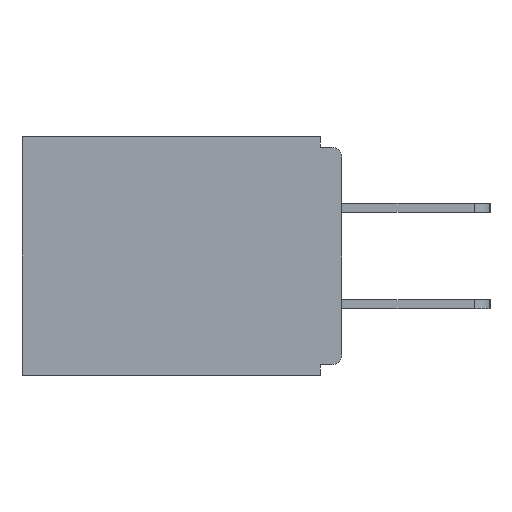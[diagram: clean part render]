
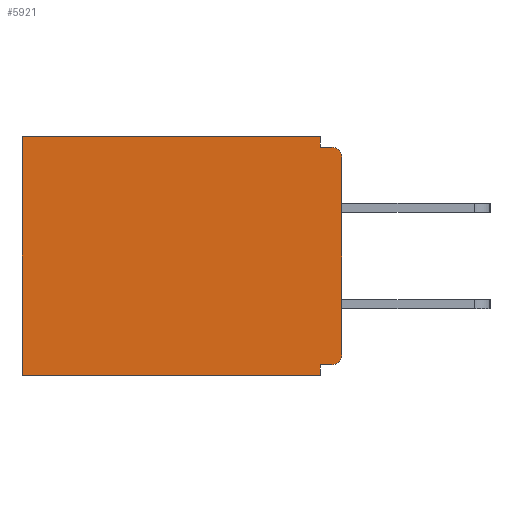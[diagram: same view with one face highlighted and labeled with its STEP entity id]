
A CAD part, left-side view. The second image highlights one B-rep face of the part: STEP entity #5921.
In plain terms, the highlighted planar face has unit normal (-1, 0, 0).
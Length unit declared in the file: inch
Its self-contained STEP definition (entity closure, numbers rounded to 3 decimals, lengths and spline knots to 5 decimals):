
#146 = VERTEX_POINT ( 'NONE', #10283 ) ;
#187 = EDGE_CURVE ( 'NONE', #2778, #6893, #8338, .T. ) ;
#215 = VECTOR ( 'NONE', #1817, 39.37008 ) ;
#391 = VERTEX_POINT ( 'NONE', #11924 ) ;
#622 = DIRECTION ( 'NONE',  ( 0., 1., 0. ) ) ;
#1074 = ORIENTED_EDGE ( 'NONE', *, *, #10507, .F. ) ;
#1130 = DIRECTION ( 'NONE',  ( 1., 0., 0. ) ) ;
#1194 = VERTEX_POINT ( 'NONE', #7540 ) ;
#1382 = EDGE_CURVE ( 'NONE', #146, #16488, #3160, .T. ) ;
#1410 = DIRECTION ( 'NONE',  ( 0., 0., -1. ) ) ;
#1659 = AXIS2_PLACEMENT_3D ( 'NONE', #10309, #3333, #6036 ) ;
#1817 = DIRECTION ( 'NONE',  ( 0., 0., -1. ) ) ;
#1902 = ORIENTED_EDGE ( 'NONE', *, *, #187, .T. ) ;
#2255 = EDGE_CURVE ( 'NONE', #16488, #18151, #2704, .T. ) ;
#2464 = CARTESIAN_POINT ( 'NONE',  ( 0.298, 0.015, -0.015 ) ) ;
#2502 = DIRECTION ( 'NONE',  ( 0., 0., -1. ) ) ;
#2544 = ORIENTED_EDGE ( 'NONE', *, *, #8067, .F. ) ;
#2704 = LINE ( 'NONE', #12696, #5104 ) ;
#2778 = VERTEX_POINT ( 'NONE', #9642 ) ;
#3160 = LINE ( 'NONE', #9029, #7604 ) ;
#3333 = DIRECTION ( 'NONE',  ( -1., 0., 0. ) ) ;
#3925 = ORIENTED_EDGE ( 'NONE', *, *, #1382, .F. ) ;
#4348 = DIRECTION ( 'NONE',  ( 0., -1., 0. ) ) ;
#4531 = CARTESIAN_POINT ( 'NONE',  ( 0.298, 0.46, 0. ) ) ;
#4662 = CARTESIAN_POINT ( 'NONE',  ( 0.298, 0.031, -0.343 ) ) ;
#5104 = VECTOR ( 'NONE', #1410, 39.37008 ) ;
#5279 = ORIENTED_EDGE ( 'NONE', *, *, #5994, .T. ) ;
#5701 = ORIENTED_EDGE ( 'NONE', *, *, #2255, .F. ) ;
#5754 = CARTESIAN_POINT ( 'NONE',  ( 0.298, 0.031, -0.343 ) ) ;
#5921 = ADVANCED_FACE ( 'NONE', ( #6634 ), #11187, .F. ) ;
#5927 = DIRECTION ( 'NONE',  ( 0., 0., -1. ) ) ;
#5994 = EDGE_CURVE ( 'NONE', #146, #8665, #11909, .T. ) ;
#6036 = DIRECTION ( 'NONE',  ( 0., 0., -1. ) ) ;
#6290 = DIRECTION ( 'NONE',  ( -1., 0., 0. ) ) ;
#6349 = CARTESIAN_POINT ( 'NONE',  ( 0.298, 0.015, -0.03 ) ) ;
#6540 = VECTOR ( 'NONE', #5927, 39.37008 ) ;
#6634 = FACE_OUTER_BOUND ( 'NONE', #12833, .T. ) ;
#6696 = VECTOR ( 'NONE', #4348, 39.37008 ) ;
#6893 = VERTEX_POINT ( 'NONE', #14799 ) ;
#7540 = CARTESIAN_POINT ( 'NONE',  ( 0.298, 0.031, -0.015 ) ) ;
#7604 = VECTOR ( 'NONE', #622, 39.37008 ) ;
#7756 = CARTESIAN_POINT ( 'NONE',  ( 0.298, 0., -0.343 ) ) ;
#8067 = EDGE_CURVE ( 'NONE', #8273, #8665, #12915, .T. ) ;
#8192 = ORIENTED_EDGE ( 'NONE', *, *, #17295, .T. ) ;
#8273 = VERTEX_POINT ( 'NONE', #17809 ) ;
#8338 = LINE ( 'NONE', #4531, #6540 ) ;
#8665 = VERTEX_POINT ( 'NONE', #15807 ) ;
#9029 = CARTESIAN_POINT ( 'NONE',  ( 0.298, 0., -0.328 ) ) ;
#9228 = CIRCLE ( 'NONE', #16660, 0.015 ) ;
#9642 = CARTESIAN_POINT ( 'NONE',  ( 0.298, 0.46, 0. ) ) ;
#9683 = VECTOR ( 'NONE', #17634, 39.37008 ) ;
#10140 = AXIS2_PLACEMENT_3D ( 'NONE', #15392, #1130, #2502 ) ;
#10283 = CARTESIAN_POINT ( 'NONE',  ( 0.298, 0.015, -0.328 ) ) ;
#10309 = CARTESIAN_POINT ( 'NONE',  ( 0.298, 0.015, -0.313 ) ) ;
#10507 = EDGE_CURVE ( 'NONE', #18151, #6893, #15571, .T. ) ;
#11187 = PLANE ( 'NONE',  #10140 ) ;
#11334 = CARTESIAN_POINT ( 'NONE',  ( 0.298, 0., -0.015 ) ) ;
#11538 = CARTESIAN_POINT ( 'NONE',  ( 0.298, 0., 0. ) ) ;
#11909 = CIRCLE ( 'NONE', #1659, 0.015 ) ;
#11915 = DIRECTION ( 'NONE',  ( 0., 1., 0. ) ) ;
#11921 = EDGE_CURVE ( 'NONE', #8273, #15612, #9228, .T. ) ;
#11924 = CARTESIAN_POINT ( 'NONE',  ( 0.298, 0.031, 0. ) ) ;
#12318 = LINE ( 'NONE', #14784, #9683 ) ;
#12357 = EDGE_CURVE ( 'NONE', #391, #1194, #17750, .T. ) ;
#12696 = CARTESIAN_POINT ( 'NONE',  ( 0.298, 0.031, -0.343 ) ) ;
#12833 = EDGE_LOOP ( 'NONE', ( #16469, #13009, #12909, #8192, #1902, #1074, #5701, #3925, #5279, #2544 ) ) ;
#12909 = ORIENTED_EDGE ( 'NONE', *, *, #12357, .F. ) ;
#12915 = LINE ( 'NONE', #11538, #215 ) ;
#13009 = ORIENTED_EDGE ( 'NONE', *, *, #13795, .F. ) ;
#13059 = LINE ( 'NONE', #11334, #6696 ) ;
#13571 = VECTOR ( 'NONE', #15713, 39.37008 ) ;
#13795 = EDGE_CURVE ( 'NONE', #1194, #15612, #13059, .T. ) ;
#14784 = CARTESIAN_POINT ( 'NONE',  ( 0.298, 0., 0. ) ) ;
#14799 = CARTESIAN_POINT ( 'NONE',  ( 0.298, 0.46, -0.343 ) ) ;
#15392 = CARTESIAN_POINT ( 'NONE',  ( 0.298, 0., 0. ) ) ;
#15571 = LINE ( 'NONE', #7756, #17574 ) ;
#15612 = VERTEX_POINT ( 'NONE', #2464 ) ;
#15713 = DIRECTION ( 'NONE',  ( 0., 0., -1. ) ) ;
#15766 = CARTESIAN_POINT ( 'NONE',  ( 0.298, 0.031, -0.328 ) ) ;
#15807 = CARTESIAN_POINT ( 'NONE',  ( 0.298, 0., -0.313 ) ) ;
#16295 = DIRECTION ( 'NONE',  ( 0., 0., -1. ) ) ;
#16469 = ORIENTED_EDGE ( 'NONE', *, *, #11921, .T. ) ;
#16488 = VERTEX_POINT ( 'NONE', #15766 ) ;
#16660 = AXIS2_PLACEMENT_3D ( 'NONE', #6349, #6290, #16295 ) ;
#17295 = EDGE_CURVE ( 'NONE', #391, #2778, #12318, .T. ) ;
#17574 = VECTOR ( 'NONE', #11915, 39.37008 ) ;
#17634 = DIRECTION ( 'NONE',  ( 0., 1., 0. ) ) ;
#17750 = LINE ( 'NONE', #5754, #13571 ) ;
#17809 = CARTESIAN_POINT ( 'NONE',  ( 0.298, 0., -0.03 ) ) ;
#18151 = VERTEX_POINT ( 'NONE', #4662 ) ;
